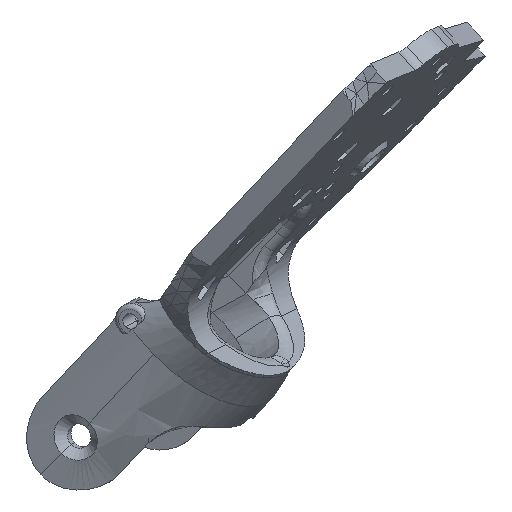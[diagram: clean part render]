
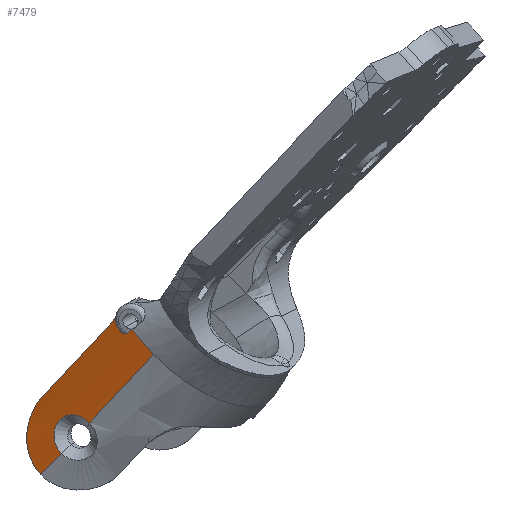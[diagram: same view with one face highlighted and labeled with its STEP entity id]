
A CAD part, front view. The second image highlights one B-rep face of the part: STEP entity #7479.
In plain terms, the highlighted cylindrical face has radius 24.5 mm (diameter 49 mm), a partial arc.
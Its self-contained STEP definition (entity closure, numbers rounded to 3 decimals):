
#54=CARTESIAN_POINT('',(41.387,-39.542,31.727));
#55=CARTESIAN_POINT('',(41.239,-39.478,31.451));
#56=CARTESIAN_POINT('',(41.004,-39.41,30.864));
#57=CARTESIAN_POINT('',(40.837,-39.484,29.815));
#58=CARTESIAN_POINT('',(40.891,-39.642,29.113));
#59=CARTESIAN_POINT('',(40.966,-39.751,28.755));
#61=DIRECTION('',(0.63,-0.388,0.673));
#62=VECTOR('',#61,1.181);
#63=CARTESIAN_POINT('',(43.142,-41.405,27.268));
#64=LINE('',#63,#62);
#65=CARTESIAN_POINT('',(43.958,-41.908,28.071));
#66=CARTESIAN_POINT('',(43.945,-41.9,28.069));
#67=CARTESIAN_POINT('',(43.925,-41.887,28.066));
#68=CARTESIAN_POINT('',(43.899,-41.87,28.064));
#69=CARTESIAN_POINT('',(43.886,-41.862,28.063));
#71=CARTESIAN_POINT('',(57.2,-21.302,27.541));
#72=DIRECTION('',(0.63,-0.388,0.673));
#73=DIRECTION('',(-0.54,-0.841,0.022));
#74=AXIS2_PLACEMENT_3D('',#71,#72,#73);
#76=CARTESIAN_POINT('',(57.2,-21.302,27.541));
#77=DIRECTION('',(-0.63,0.388,-0.673));
#78=DIRECTION('',(-0.362,-0.913,-0.187));
#79=AXIS2_PLACEMENT_3D('',#76,#77,#78);
#81=DIRECTION('',(-0.63,0.387,-0.673));
#82=VECTOR('',#81,20.5);
#83=CARTESIAN_POINT('',(48.328,-43.674,22.965));
#84=LINE('',#83,#82);
#85=CARTESIAN_POINT('',(35.408,-35.731,9.172));
#86=CARTESIAN_POINT('',(35.104,-35.675,9.489));
#87=CARTESIAN_POINT('',(34.428,-35.497,10.058));
#88=CARTESIAN_POINT('',(33.306,-35.057,10.629));
#89=CARTESIAN_POINT('',(32.165,-34.508,10.876));
#90=CARTESIAN_POINT('',(31.089,-33.926,10.793));
#91=CARTESIAN_POINT('',(30.142,-33.377,10.413));
#92=CARTESIAN_POINT('',(29.353,-32.901,9.778));
#93=CARTESIAN_POINT('',(28.746,-32.518,8.92));
#94=CARTESIAN_POINT('',(28.353,-32.242,7.865));
#95=CARTESIAN_POINT('',(28.222,-32.083,6.655));
#96=CARTESIAN_POINT('',(28.399,-32.038,5.38));
#97=CARTESIAN_POINT('',(28.907,-32.097,4.138));
#98=CARTESIAN_POINT('',(29.435,-32.188,3.431));
#99=CARTESIAN_POINT('',(29.737,-32.243,3.116));
#101=DIRECTION('',(-0.63,0.388,-0.673));
#102=VECTOR('',#101,6.5);
#103=CARTESIAN_POINT('',(29.737,-32.243,3.116));
#104=LINE('',#103,#102);
#105=CARTESIAN_POINT('',(25.641,-29.724,-1.257));
#106=CARTESIAN_POINT('',(25.166,-29.637,
-0.762));
#107=CARTESIAN_POINT('',(24.34,-29.464,0.299));
#108=CARTESIAN_POINT('',(23.434,-29.209,2.135));
#109=CARTESIAN_POINT('',(22.92,-28.999,4.009));
#110=CARTESIAN_POINT('',(22.729,-28.854,5.916));
#111=CARTESIAN_POINT('',(22.836,-28.8,7.807));
#112=CARTESIAN_POINT('',(23.234,-28.873,9.7));
#113=CARTESIAN_POINT('',(23.907,-29.112,11.508));
#114=CARTESIAN_POINT('',(24.857,-29.567,13.194));
#115=CARTESIAN_POINT('',(25.577,-29.983,14.094));
#116=CARTESIAN_POINT('',(25.962,-30.22,14.505));
#298=CARTESIAN_POINT('',(41.387,-39.542,31.727));
#299=CARTESIAN_POINT('',(41.183,-39.454,31.346));
#300=CARTESIAN_POINT('',(40.749,-39.249,30.605));
#301=CARTESIAN_POINT('',(40.012,-38.849,29.562));
#302=CARTESIAN_POINT('',(39.475,-38.53,28.933));
#303=CARTESIAN_POINT('',(39.196,-38.358,28.635));
#314=DIRECTION('',(0.63,-0.388,0.673));
#315=VECTOR('',#314,21.);
#316=CARTESIAN_POINT('',(25.962,-30.22,14.505));
#317=LINE('',#316,#315);
#756=CARTESIAN_POINT('',(35.408,-35.731,9.172));
#1548=CARTESIAN_POINT('',(43.886,-41.862,28.063));
#1921=CARTESIAN_POINT('',(43.142,-41.405,27.268));
#1922=CARTESIAN_POINT('',(43.116,-41.389,27.24));
#1923=CARTESIAN_POINT('',(43.055,-41.351,27.193));
#1924=CARTESIAN_POINT('',(42.941,-41.279,27.14));
#1925=CARTESIAN_POINT('',(42.808,-41.193,27.107));
#1926=CARTESIAN_POINT('',(42.663,-41.099,27.094));
#1927=CARTESIAN_POINT('',(42.511,-40.999,27.101));
#1928=CARTESIAN_POINT('',(42.346,-40.889,27.13));
#1929=CARTESIAN_POINT('',(42.169,-40.767,27.185));
#1930=CARTESIAN_POINT('',(41.982,-40.636,27.27));
#1931=CARTESIAN_POINT('',(41.788,-40.495,27.392));
#1932=CARTESIAN_POINT('',(41.594,-40.347,27.554));
#1933=CARTESIAN_POINT('',(41.406,-40.195,27.761));
#1934=CARTESIAN_POINT('',(41.228,-40.04,28.025));
#1935=CARTESIAN_POINT('',(41.073,-39.887,28.351));
#1936=CARTESIAN_POINT('',(40.995,-39.794,28.612));
#1937=CARTESIAN_POINT('',(40.966,-39.751,28.755));
#7086=CARTESIAN_POINT('',(25.962,-30.22,14.505));
#7088=VERTEX_POINT('',#7086);
#7107=CARTESIAN_POINT('',(29.737,-32.243,3.116));
#7108=CARTESIAN_POINT('',(25.641,-29.724,
-1.257));
#7109=VERTEX_POINT('',#7107);
#7110=VERTEX_POINT('',#7108);
#7131=VERTEX_POINT('',#756);
#7197=CARTESIAN_POINT('',(48.327,-43.676,22.964));
#7198=CARTESIAN_POINT('',(44.717,-42.379,27.093));
#7199=VERTEX_POINT('',#7197);
#7200=VERTEX_POINT('',#7198);
#7331=CARTESIAN_POINT('',(43.961,-41.91,28.071));
#7332=VERTEX_POINT('',#7331);
#7333=VERTEX_POINT('',#1548);
#7390=CARTESIAN_POINT('',(43.142,-41.405,27.268));
#7391=VERTEX_POINT('',#7390);
#7398=VERTEX_POINT('',#1937);
#7402=CARTESIAN_POINT('',(41.387,-39.542,31.727));
#7404=VERTEX_POINT('',#7402);
#7406=CARTESIAN_POINT('',(39.196,-38.358,28.635));
#7408=VERTEX_POINT('',#7406);
#7448=CARTESIAN_POINT('',(60.351,-23.24,30.905));
#7449=DIRECTION('',(0.63,-0.388,0.673));
#7450=DIRECTION('',(-0.776,-0.315,0.546));
#7451=AXIS2_PLACEMENT_3D('',#7448,#7449,#7450);
#7452=CYLINDRICAL_SURFACE('',#7451,24.5);
#7454=ORIENTED_EDGE('',*,*,#7453,.T.);
#7456=ORIENTED_EDGE('',*,*,#7455,.F.);
#7458=ORIENTED_EDGE('',*,*,#7457,.T.);
#7460=ORIENTED_EDGE('',*,*,#7459,.F.);
#7462=ORIENTED_EDGE('',*,*,#7461,.T.);
#7464=ORIENTED_EDGE('',*,*,#7463,.F.);
#7466=ORIENTED_EDGE('',*,*,#7465,.T.);
#7468=ORIENTED_EDGE('',*,*,#7467,.F.);
#7470=ORIENTED_EDGE('',*,*,#7469,.T.);
#7472=ORIENTED_EDGE('',*,*,#7471,.T.);
#7474=ORIENTED_EDGE('',*,*,#7473,.T.);
#7476=ORIENTED_EDGE('',*,*,#7475,.T.);
#7477=EDGE_LOOP('',(#7454,#7456,#7458,#7460,#7462,#7464,#7466,#7468,#7470,#7472,
#7474,#7476));
#7478=FACE_OUTER_BOUND('',#7477,.F.);
#7479=ADVANCED_FACE('',(#7478),#7452,.T.);
#60=B_SPLINE_CURVE_WITH_KNOTS('',3,(#54,#55,#56,#57,#58,#59),.UNSPECIFIED.,.F.,
.F.,(4,1,1,4),(0.,0.333,0.667,1.),.UNSPECIFIED.);
#70=B_SPLINE_CURVE_WITH_KNOTS('',3,(#65,#66,#67,#68,#69),.UNSPECIFIED.,.F.,.F.,(
4,1,4),(0.,0.5,1.),.UNSPECIFIED.);
#75=CIRCLE('',#74,24.5);
#80=CIRCLE('',#79,24.5);
#100=B_SPLINE_CURVE_WITH_KNOTS('',3,(#85,#86,#87,#88,#89,#90,#91,#92,#93,#94,
#95,#96,#97,#98,#99),.UNSPECIFIED.,.F.,.F.,(4,1,1,1,1,1,1,1,1,1,1,1,4),(0.,
0.083,0.167,0.25,0.333,
0.417,0.5,0.583,0.667,
0.75,0.833,0.917,1.),.UNSPECIFIED.);
#117=B_SPLINE_CURVE_WITH_KNOTS('',3,(#105,#106,#107,#108,#109,#110,#111,#112,
#113,#114,#115,#116),.UNSPECIFIED.,.F.,.F.,(4,1,1,1,1,1,1,1,1,4),(0.,
0.111,0.222,0.333,0.444,
0.556,0.667,0.778,0.889,1.),
.UNSPECIFIED.);
#304=B_SPLINE_CURVE_WITH_KNOTS('',3,(#298,#299,#300,#301,#302,#303),
.UNSPECIFIED.,.F.,.F.,(4,1,1,4),(0.,0.333,0.667,1.),
.UNSPECIFIED.);
#1938=B_SPLINE_CURVE_WITH_KNOTS('',3,(#1921,#1922,#1923,#1924,#1925,#1926,#1927,
#1928,#1929,#1930,#1931,#1932,#1933,#1934,#1935,#1936,#1937),.UNSPECIFIED.,.F.,
.F.,(4,1,1,1,1,1,1,1,1,1,1,1,1,1,4),(0.,0.071,0.143,
0.214,0.286,0.357,0.429,0.5,
0.571,0.643,0.714,0.786,
0.857,0.929,1.),.UNSPECIFIED.);
#7453=EDGE_CURVE('',#7088,#7408,#317,.T.);
#7455=EDGE_CURVE('',#7404,#7408,#304,.T.);
#7457=EDGE_CURVE('',#7404,#7398,#60,.T.);
#7459=EDGE_CURVE('',#7391,#7398,#1938,.T.);
#7461=EDGE_CURVE('',#7391,#7333,#64,.T.);
#7463=EDGE_CURVE('',#7332,#7333,#70,.T.);
#7465=EDGE_CURVE('',#7332,#7200,#75,.T.);
#7467=EDGE_CURVE('',#7199,#7200,#80,.T.);
#7469=EDGE_CURVE('',#7199,#7131,#84,.T.);
#7471=EDGE_CURVE('',#7131,#7109,#100,.T.);
#7473=EDGE_CURVE('',#7109,#7110,#104,.T.);
#7475=EDGE_CURVE('',#7110,#7088,#117,.T.);
